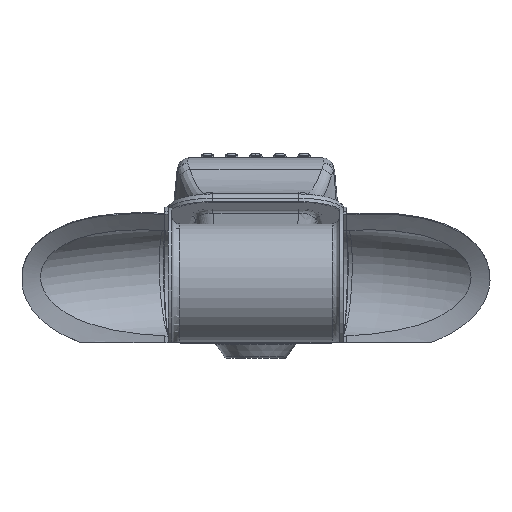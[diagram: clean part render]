
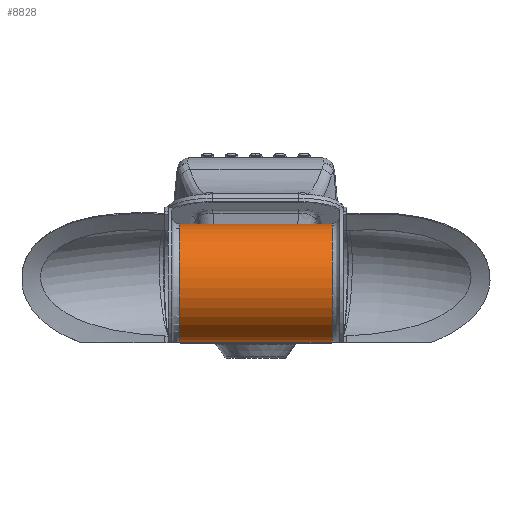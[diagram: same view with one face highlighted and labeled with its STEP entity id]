
A CAD part, front view. The second image highlights one B-rep face of the part: STEP entity #8828.
In plain terms, the highlighted cylindrical face has radius 98.5 mm (diameter 197 mm), a partial arc.
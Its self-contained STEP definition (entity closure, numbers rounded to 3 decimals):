
#436=CYLINDRICAL_SURFACE('',#9512,98.5);
#752=CIRCLE('',#9511,98.5);
#753=CIRCLE('',#9513,98.5);
#1231=FACE_OUTER_BOUND('',#1773,.T.);
#1773=EDGE_LOOP('',(#6937,#6938,#6939,#6940));
#2778=LINE('',#41604,#3080);
#2785=LINE('',#41684,#3087);
#3080=VECTOR('',#10813,253.);
#3087=VECTOR('',#10820,253.);
#3679=VERTEX_POINT('',#41584);
#3680=VERTEX_POINT('',#41603);
#3689=VERTEX_POINT('',#41664);
#3690=VERTEX_POINT('',#41683);
#4804=EDGE_CURVE('',#3680,#3679,#2778,.T.);
#4814=EDGE_CURVE('',#3690,#3689,#2785,.T.);
#4826=EDGE_CURVE('',#3689,#3680,#752,.T.);
#4827=EDGE_CURVE('',#3690,#3679,#753,.T.);
#6937=ORIENTED_EDGE('',*,*,#4804,.T.);
#6938=ORIENTED_EDGE('',*,*,#4827,.F.);
#6939=ORIENTED_EDGE('',*,*,#4814,.T.);
#6940=ORIENTED_EDGE('',*,*,#4826,.T.);
#8828=ADVANCED_FACE('',(#1231),#436,.T.);
#9511=AXIS2_PLACEMENT_3D('',#41723,#10848,#10849);
#9512=AXIS2_PLACEMENT_3D('',#41724,#10850,#10851);
#9513=AXIS2_PLACEMENT_3D('',#41725,#10852,#10853);
#10813=DIRECTION('',(1.,0.,0.));
#10820=DIRECTION('',(-1.,0.,0.));
#10848=DIRECTION('center_axis',(1.,0.,0.));
#10849=DIRECTION('ref_axis',(0.,-1.,0.));
#10850=DIRECTION('center_axis',(1.,0.,0.));
#10851=DIRECTION('ref_axis',(0.,-1.,0.));
#10852=DIRECTION('center_axis',(1.,0.,0.));
#10853=DIRECTION('ref_axis',(0.,-1.,0.));
#41584=CARTESIAN_POINT('',(126.5,-258.024,1.5));
#41603=CARTESIAN_POINT('',(-126.5,-258.024,1.5));
#41604=CARTESIAN_POINT('',(0.,-258.024,1.5));
#41664=CARTESIAN_POINT('',(-126.5,-238.2,1.5));
#41683=CARTESIAN_POINT('',(126.5,-238.2,1.5));
#41684=CARTESIAN_POINT('',(0.,-238.2,1.5));
#41723=CARTESIAN_POINT('Origin',(-126.5,-248.112,99.5));
#41724=CARTESIAN_POINT('Origin',(0.,-248.112,
99.5));
#41725=CARTESIAN_POINT('Origin',(126.5,-248.112,99.5));
